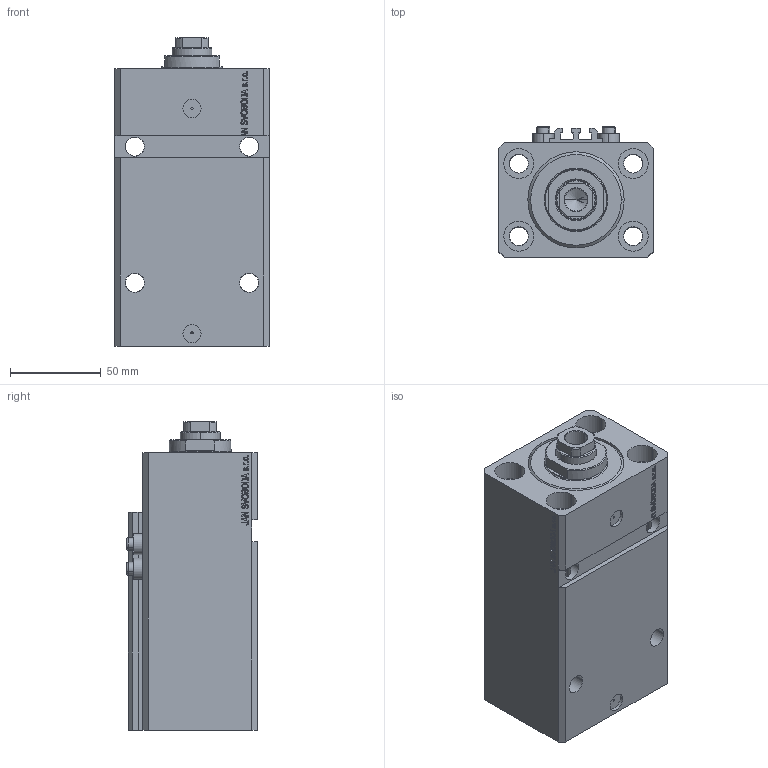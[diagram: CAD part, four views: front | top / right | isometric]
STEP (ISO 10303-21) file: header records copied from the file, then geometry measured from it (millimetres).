
FILE_DESCRIPTION (( 'STEP AP203' ), '1' );
FILE_NAME ('62ba.STEP', '2023-10-07T18:48:24', ( '' ), ( '' ), 'SwSTEP 2.0', 'SolidWorks 2019', '' );
FILE_SCHEMA (( 'CONFIG_CONTROL_DESIGN' ));
Length unit declared in the file: millimetre
Products named in the file (5): V250CE_C_VCP 9a94dba9aeb26c8efa51ed537a2ea0d0; V250CE_VC_E 9a94dba9aeb26c8efa51ed537a2ea0d0; ALLEN BOLT V250CE 9a94dba9aeb26c8efa51ed537a2ea0d0; V250CE_E_Body 9a94dba9aeb26c8efa51ed537a2ea0d0; 62ba
Assembly tree (7 placements, depth 2):
  62ba
    V250CE_E_Body 9a94dba9aeb26c8efa51ed537a2ea0d0
    ALLEN BOLT V250CE 9a94dba9aeb26c8efa51ed537a2ea0d0  x4
    V250CE_C_VCP 9a94dba9aeb26c8efa51ed537a2ea0d0
    V250CE_VC_E 9a94dba9aeb26c8efa51ed537a2ea0d0
Bounding box: 85 x 72 x 170 mm (x, y, z)
Volume: 683848.5 mm3; surface area: 140822.1 mm2
Topology: 8 solids, 8 shells, 1107 faces, 2773 edges, 1789 vertices
Faces by surface type: plane 535, bspline 356, cylinder 146, cone 56, torus 14
Entity records: 48135 total; most frequent: CARTESIAN_POINT 25026, ORIENTED_EDGE 5236, DIRECTION 3448, EDGE_CURVE 2618, VERTEX_POINT 1705, VECTOR 1602, LINE 1602, EDGE_LOOP 1169
